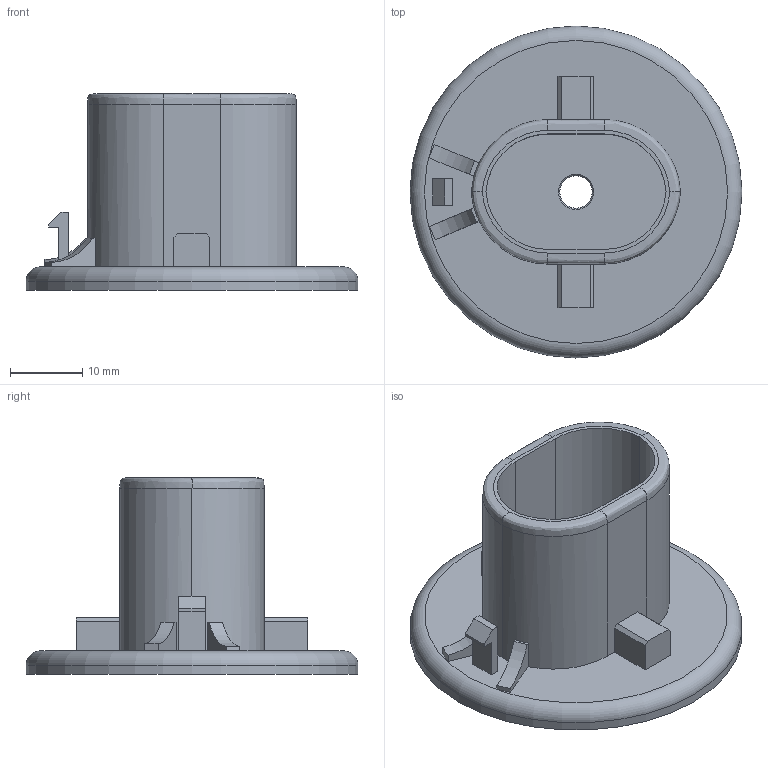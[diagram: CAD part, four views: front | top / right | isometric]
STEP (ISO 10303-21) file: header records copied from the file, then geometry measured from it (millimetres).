
FILE_DESCRIPTION(('HOOPS Exchange Step'),'2;1');
FILE_NAME('temp_export','2022-08-11T10:28:56-05:00',('mobile'),('Shapr3D Limited'),'HOOPS Exchange 2022.1','Shapr3D','Authorized');
FILE_SCHEMA( ('AP203_CONFIGURATION_CONTROLLED_3D_DESIGN_OF_MECHANICAL_PARTS_AND_ASSEMBLIES_MIM_LF') );
Length unit declared in the file: millimetre
Products named in the file (1): root
Bounding box: 46 x 46 x 27.25 mm (x, y, z)
Volume: 9109.3 mm3; surface area: 7517.8 mm2
Topology: 1 solids, 1 shells, 61 faces, 158 edges, 104 vertices
Faces by surface type: plane 41, cylinder 12, bspline 6, torus 1, cone 1
Full cylindrical faces by diameter (mm): 4.5 x1, 46 x1
Entity records: 2299 total; most frequent: CARTESIAN_POINT 784, ORIENTED_EDGE 316, DIRECTION 295, EDGE_CURVE 158, VECTOR 113, LINE 113, VERTEX_POINT 104, AXIS2_PLACEMENT_3D 91
